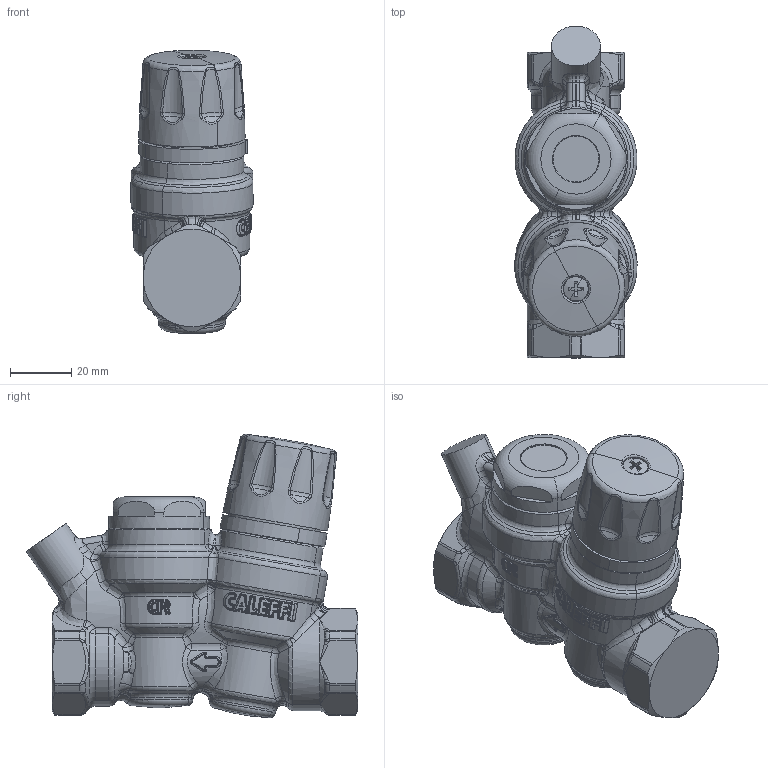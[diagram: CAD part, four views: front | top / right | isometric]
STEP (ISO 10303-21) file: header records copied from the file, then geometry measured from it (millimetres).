
FILE_DESCRIPTION(('CATIA V5 STEP Exchange'),'2;1');
FILE_NAME('STEP_116150_-_TST.stp','2019-09-23T11:56:06+00:00',('none'),('none'),'CATIA Version 5-6 Release 2016 SP4','CATIA V5 STEP AP203','none');
FILE_SCHEMA(('CONFIG_CONTROL_DESIGN'));
Products named in the file (1): 116150_AllCATPart
Bounding box: 39.95 x 108.55 x 92.72 mm (x, y, z)
Volume: 173306.3 mm3; surface area: 29208.9 mm2
Topology: 1 solids, 7 shells, 2203 faces, 5179 edges, 2775 vertices
Faces by surface type: bspline 1347, cylinder 335, sphere 179, plane 143, torus 112, cone 85, revolution 2
Entity records: 123558 total; most frequent: CARTESIAN_POINT 87868, ORIENTED_EDGE 9892, EDGE_CURVE 4946, B_SPLINE_CURVE_WITH_KNOTS 3695, VERTEX_POINT 2775, DIRECTION 2537, EDGE_LOOP 2225, ADVANCED_FACE 2203
